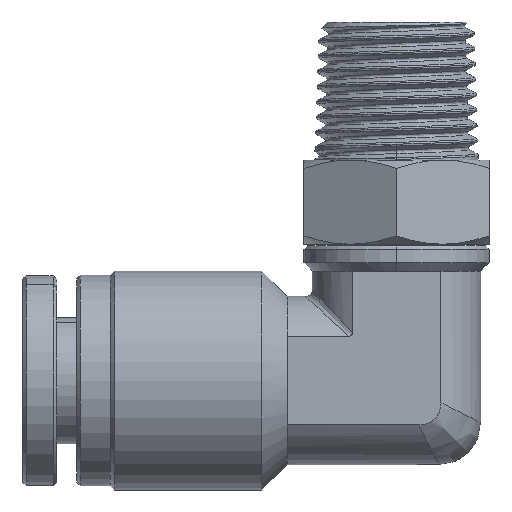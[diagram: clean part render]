
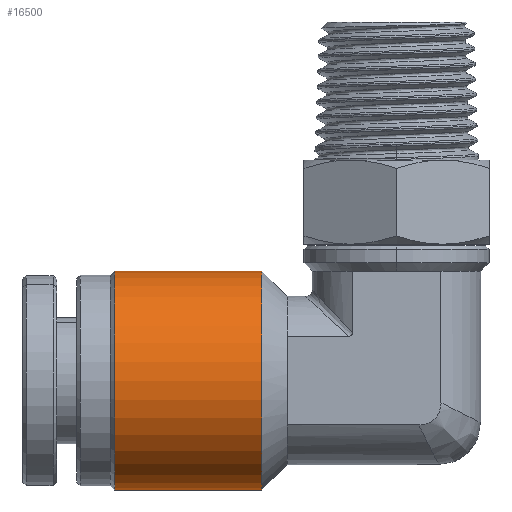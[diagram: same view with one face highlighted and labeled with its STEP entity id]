
A CAD part, left-side view. The second image highlights one B-rep face of the part: STEP entity #16500.
In plain terms, the highlighted cylindrical face has radius 6.5 mm (diameter 13 mm), a partial arc.
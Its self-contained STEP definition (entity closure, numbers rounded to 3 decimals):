
#493 = CARTESIAN_POINT ( 'NONE',  ( 0., -1., 0. ) ) ;
#2190 = ORIENTED_EDGE ( 'NONE', *, *, #28114, .T. ) ;
#2708 = DIRECTION ( 'NONE',  ( 0., 0., 1. ) ) ;
#3050 = CARTESIAN_POINT ( 'NONE',  ( 0., 7.75, -6.5 ) ) ;
#4719 = LINE ( 'NONE', #11447, #10522 ) ;
#4890 = EDGE_CURVE ( 'NONE', #27826, #16719, #4719, .T. ) ;
#5533 = DIRECTION ( 'NONE',  ( 0., 0., -1. ) ) ;
#6013 = EDGE_CURVE ( 'NONE', #10791, #8926, #12098, .T. ) ;
#6285 = VECTOR ( 'NONE', #18138, 1000. ) ;
#7232 = CIRCLE ( 'NONE', #12559, 6.5 ) ;
#7914 = EDGE_CURVE ( 'NONE', #8926, #16719, #7232, .T. ) ;
#8926 = VERTEX_POINT ( 'NONE', #24380 ) ;
#9624 = FACE_OUTER_BOUND ( 'NONE', #20255, .T. ) ;
#9675 = ORIENTED_EDGE ( 'NONE', *, *, #4890, .F. ) ;
#10522 = VECTOR ( 'NONE', #26910, 1000. ) ;
#10685 = CARTESIAN_POINT ( 'NONE',  ( 0., 7.75, 6.5 ) ) ;
#10791 = VERTEX_POINT ( 'NONE', #3050 ) ;
#11447 = CARTESIAN_POINT ( 'NONE',  ( 0., 10., 6.5 ) ) ;
#11616 = CARTESIAN_POINT ( 'NONE',  ( 0., 7.75, 0. ) ) ;
#12098 = LINE ( 'NONE', #13673, #6285 ) ;
#12559 = AXIS2_PLACEMENT_3D ( 'NONE', #493, #15771, #2708 ) ;
#12681 = CARTESIAN_POINT ( 'NONE',  ( 0., -1., 6.5 ) ) ;
#13673 = CARTESIAN_POINT ( 'NONE',  ( 0., 10., -6.5 ) ) ;
#13816 = DIRECTION ( 'NONE',  ( 0., 0., 1. ) ) ;
#14034 = AXIS2_PLACEMENT_3D ( 'NONE', #11616, #26989, #13816 ) ;
#15771 = DIRECTION ( 'NONE',  ( 0., 1., 0. ) ) ;
#16500 = ADVANCED_FACE ( 'NONE', ( #9624 ), #18593, .T. ) ;
#16719 = VERTEX_POINT ( 'NONE', #12681 ) ;
#18138 = DIRECTION ( 'NONE',  ( 0., -1., 0. ) ) ;
#18593 = CYLINDRICAL_SURFACE ( 'NONE', #20233, 6.5 ) ;
#18603 = CIRCLE ( 'NONE', #14034, 6.5 ) ;
#20233 = AXIS2_PLACEMENT_3D ( 'NONE', #25180, #20801, #5533 ) ;
#20255 = EDGE_LOOP ( 'NONE', ( #9675, #2190, #23302, #22604 ) ) ;
#20801 = DIRECTION ( 'NONE',  ( 0., -1., 0. ) ) ;
#22604 = ORIENTED_EDGE ( 'NONE', *, *, #7914, .T. ) ;
#23302 = ORIENTED_EDGE ( 'NONE', *, *, #6013, .T. ) ;
#24380 = CARTESIAN_POINT ( 'NONE',  ( 0., -1., -6.5 ) ) ;
#25180 = CARTESIAN_POINT ( 'NONE',  ( 0., 10., 0. ) ) ;
#26910 = DIRECTION ( 'NONE',  ( 0., -1., 0. ) ) ;
#26989 = DIRECTION ( 'NONE',  ( 0., -1., 0. ) ) ;
#27826 = VERTEX_POINT ( 'NONE', #10685 ) ;
#28114 = EDGE_CURVE ( 'NONE', #27826, #10791, #18603, .T. ) ;
